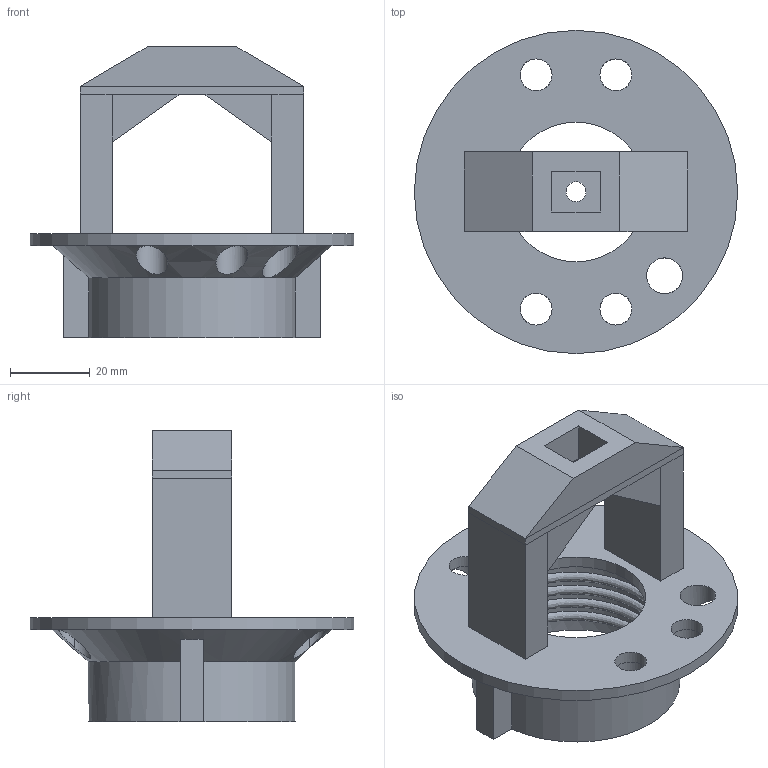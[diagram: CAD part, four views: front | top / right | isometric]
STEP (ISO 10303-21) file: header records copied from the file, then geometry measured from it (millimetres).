
FILE_DESCRIPTION(('FreeCAD Model'),'2;1');
FILE_NAME('Open CASCADE Shape Model','2025-09-17T21:16:27',('Author'),( ''),'Open CASCADE STEP processor 7.7','FreeCAD','Unknown');
FILE_SCHEMA(('AUTOMOTIVE_DESIGN { 1 0 10303 214 1 1 1 1 }'));
Length unit declared in the file: millimetre
Products named in the file (1): Cut001
Bounding box: 81 x 81 x 73 mm (x, y, z)
Volume: 56082 mm3; surface area: 24566.1 mm2
Topology: 1 solids, 1 shells, 70 faces, 180 edges, 108 vertices
Faces by surface type: plane 41, cylinder 23, bspline 5, cone 1
Full cylindrical faces by diameter (mm): 5 x1, 8 x4, 9 x1, 35 x1, 45.3 x5, 81 x1
Entity records: 4556 total; most frequent: CARTESIAN_POINT 2752, ORIENTED_EDGE 352, DIRECTION 312, EDGE_CURVE 176, VERTEX_POINT 106, AXIS2_PLACEMENT_3D 105, LINE 102, VECTOR 102
